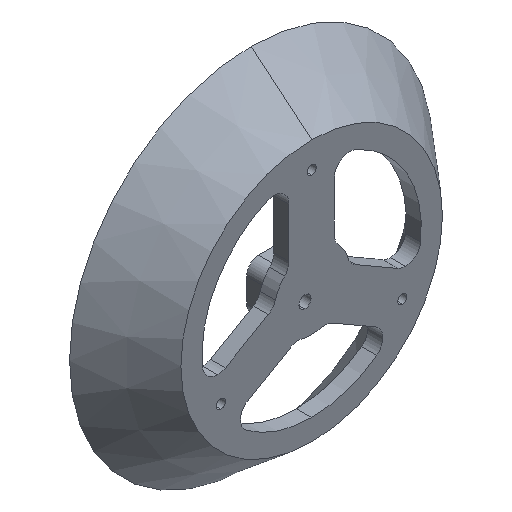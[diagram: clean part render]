
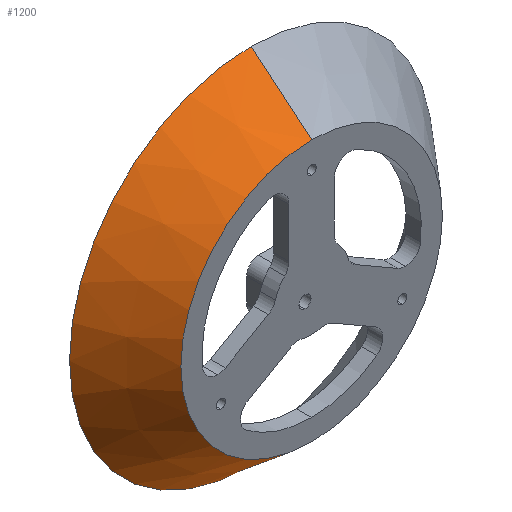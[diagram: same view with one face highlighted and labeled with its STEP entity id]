
A CAD part, isometric view. The second image highlights one B-rep face of the part: STEP entity #1200.
In plain terms, the highlighted conical face has half-angle 40 degrees and reference radius 60 mm.
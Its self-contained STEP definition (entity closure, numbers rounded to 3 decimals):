
#151 = VECTOR ( 'NONE', #1762, 1000. ) ;
#157 = VECTOR ( 'NONE', #1437, 1000. ) ;
#196 = EDGE_CURVE ( 'NONE', #240, #1915, #980, .T. ) ;
#240 = VERTEX_POINT ( 'NONE', #1817 ) ;
#375 = ORIENTED_EDGE ( 'NONE', *, *, #1273, .F. ) ;
#392 = EDGE_CURVE ( 'NONE', #240, #942, #725, .T. ) ;
#517 = CARTESIAN_POINT ( 'NONE',  ( 0., 0., 0. ) ) ;
#551 = AXIS2_PLACEMENT_3D ( 'NONE', #517, #1555, #960 ) ;
#583 = CIRCLE ( 'NONE', #551, 60. ) ;
#594 = DIRECTION ( 'NONE',  ( 0., 1., 0. ) ) ;
#725 = LINE ( 'NONE', #841, #157 ) ;
#841 = CARTESIAN_POINT ( 'NONE',  ( 0., 0., -60. ) ) ;
#882 = ORIENTED_EDGE ( 'NONE', *, *, #392, .F. ) ;
#942 = VERTEX_POINT ( 'NONE', #1446 ) ;
#960 = DIRECTION ( 'NONE',  ( 0., 0., 1. ) ) ;
#980 = CIRCLE ( 'NONE', #1489, 43.218 ) ;
#1038 = DIRECTION ( 'NONE',  ( 0., 0., 1. ) ) ;
#1061 = CARTESIAN_POINT ( 'NONE',  ( 0., -20., 43.218 ) ) ;
#1148 = EDGE_LOOP ( 'NONE', ( #882, #1768, #1596, #375 ) ) ;
#1149 = CARTESIAN_POINT ( 'NONE',  ( 0., 0., 60. ) ) ;
#1186 = CARTESIAN_POINT ( 'NONE',  ( 0., -20., 0. ) ) ;
#1200 = ADVANCED_FACE ( 'NONE', ( #1252 ), #1684, .T. ) ;
#1206 = AXIS2_PLACEMENT_3D ( 'NONE', #1573, #1732, #1706 ) ;
#1252 = FACE_OUTER_BOUND ( 'NONE', #1148, .T. ) ;
#1273 = EDGE_CURVE ( 'NONE', #942, #1839, #583, .T. ) ;
#1329 = EDGE_CURVE ( 'NONE', #1915, #1839, #1637, .T. ) ;
#1437 = DIRECTION ( 'NONE',  ( 0., 0.766, -0.643 ) ) ;
#1446 = CARTESIAN_POINT ( 'NONE',  ( 0., 0., -60. ) ) ;
#1489 = AXIS2_PLACEMENT_3D ( 'NONE', #1186, #594, #1038 ) ;
#1555 = DIRECTION ( 'NONE',  ( 0., 1., 0. ) ) ;
#1573 = CARTESIAN_POINT ( 'NONE',  ( 0., 0., 0. ) ) ;
#1596 = ORIENTED_EDGE ( 'NONE', *, *, #1329, .T. ) ;
#1637 = LINE ( 'NONE', #1149, #151 ) ;
#1684 = CONICAL_SURFACE ( 'NONE', #1206, 60., 0.698 ) ;
#1706 = DIRECTION ( 'NONE',  ( 0., 0., 1. ) ) ;
#1732 = DIRECTION ( 'NONE',  ( 0., 1., 0. ) ) ;
#1757 = CARTESIAN_POINT ( 'NONE',  ( 0., 0., 60. ) ) ;
#1762 = DIRECTION ( 'NONE',  ( 0., 0.766, 0.643 ) ) ;
#1768 = ORIENTED_EDGE ( 'NONE', *, *, #196, .T. ) ;
#1817 = CARTESIAN_POINT ( 'NONE',  ( 0., -20., -43.218 ) ) ;
#1839 = VERTEX_POINT ( 'NONE', #1757 ) ;
#1915 = VERTEX_POINT ( 'NONE', #1061 ) ;
